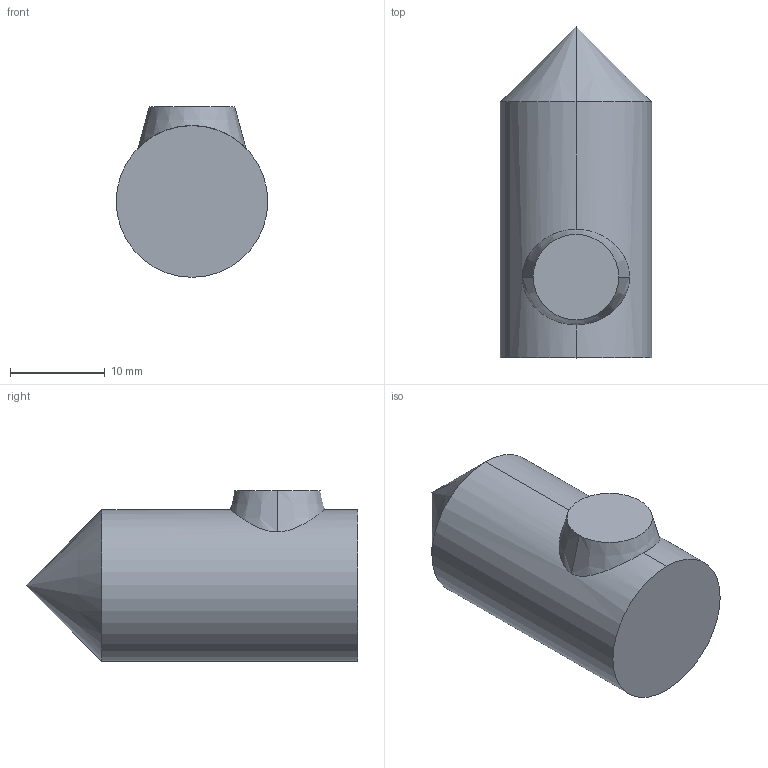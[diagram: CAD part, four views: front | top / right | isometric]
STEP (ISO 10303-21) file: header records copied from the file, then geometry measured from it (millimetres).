
FILE_DESCRIPTION (( 'STEP AP214' ), '1' );
FILE_NAME ('5405068.stp', '2016-07-29T11:34:53', ( '' ), ( '' ), 'SwSTEP 2.0', 'SolidWorks 2014', '' );
FILE_SCHEMA (( 'AUTOMOTIVE_DESIGN' ));
Length unit declared in the file: millimetre
Products named in the file (1): 5405068
Bounding box: 16 x 35 x 18 mm (x, y, z)
Volume: 6147.4 mm3; surface area: 1908.2 mm2
Topology: 1 solids, 1 shells, 8 faces, 19 edges, 11 vertices
Faces by surface type: cone 4, cylinder 2, plane 2
Entity records: 329 total; most frequent: CARTESIAN_POINT 121, DIRECTION 37, ORIENTED_EDGE 34, EDGE_CURVE 17, AXIS2_PLACEMENT_3D 15, VERTEX_POINT 11, EDGE_LOOP 8, ADVANCED_FACE 8
